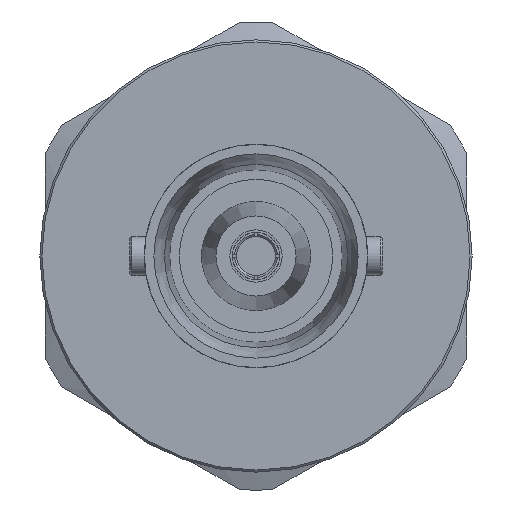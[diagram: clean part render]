
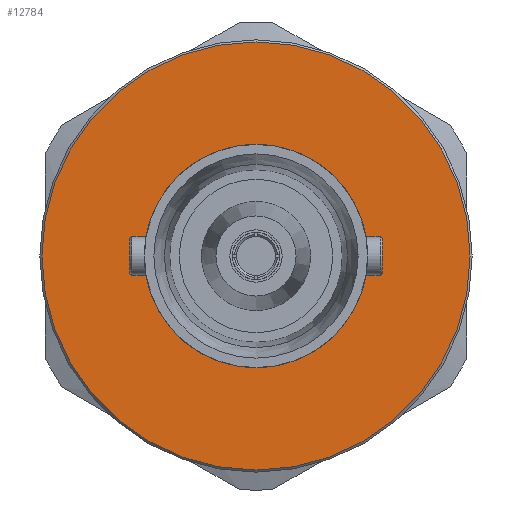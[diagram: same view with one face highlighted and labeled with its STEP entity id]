
A CAD part, left-side view. The second image highlights one B-rep face of the part: STEP entity #12784.
In plain terms, the highlighted planar face has unit normal (-1, 0, 0).
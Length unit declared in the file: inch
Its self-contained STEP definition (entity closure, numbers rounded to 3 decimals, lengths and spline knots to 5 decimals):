
#525 = ORIENTED_EDGE ( 'NONE', *, *, #3896, .T. ) ;
#1018 = AXIS2_PLACEMENT_3D ( 'NONE', #9141, #13106, #15451 ) ;
#1847 = CARTESIAN_POINT ( 'NONE',  ( 0.49508, 0., 0. ) ) ;
#2830 = DIRECTION ( 'NONE',  ( 1., 0., 0. ) ) ;
#3627 = AXIS2_PLACEMENT_3D ( 'NONE', #23291, #2830, #20951 ) ;
#3896 = EDGE_CURVE ( 'NONE', #23329, #23329, #17646, .T. ) ;
#4297 = CIRCLE ( 'NONE', #23910, 0.50825 ) ;
#4900 = CARTESIAN_POINT ( 'NONE',  ( 0.49508, -0.50825, 0. ) ) ;
#5307 = ORIENTED_EDGE ( 'NONE', *, *, #18599, .T. ) ;
#6352 = DIRECTION ( 'NONE',  ( 0., -1., 0. ) ) ;
#6509 = PLANE ( 'NONE',  #1018 ) ;
#9141 = CARTESIAN_POINT ( 'NONE',  ( 0.49508, 0.51325, 0. ) ) ;
#9992 = EDGE_LOOP ( 'NONE', ( #525 ) ) ;
#10096 = EDGE_LOOP ( 'NONE', ( #5307 ) ) ;
#12784 = ADVANCED_FACE ( 'NONE', ( #13394, #21868 ), #6509, .T. ) ;
#13106 = DIRECTION ( 'NONE',  ( -1., 0., 0. ) ) ;
#13394 = FACE_BOUND ( 'NONE', #9992, .T. ) ;
#14274 = VERTEX_POINT ( 'NONE', #4900 ) ;
#15451 = DIRECTION ( 'NONE',  ( 0., 1., 0. ) ) ;
#16188 = CARTESIAN_POINT ( 'NONE',  ( 0.49508, -0.265, 0. ) ) ;
#17352 = DIRECTION ( 'NONE',  ( -1., 0., 0. ) ) ;
#17646 = CIRCLE ( 'NONE', #3627, 0.265 ) ;
#18599 = EDGE_CURVE ( 'NONE', #14274, #14274, #4297, .T. ) ;
#20951 = DIRECTION ( 'NONE',  ( 0., -1., 0. ) ) ;
#21868 = FACE_OUTER_BOUND ( 'NONE', #10096, .T. ) ;
#23291 = CARTESIAN_POINT ( 'NONE',  ( 0.49508, 0., 0. ) ) ;
#23329 = VERTEX_POINT ( 'NONE', #16188 ) ;
#23910 = AXIS2_PLACEMENT_3D ( 'NONE', #1847, #17352, #6352 ) ;
